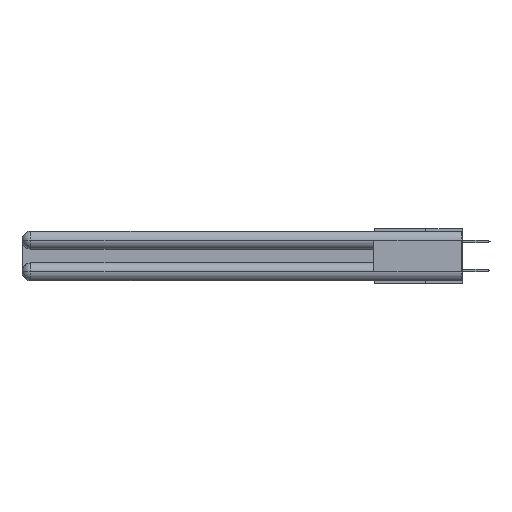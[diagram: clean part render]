
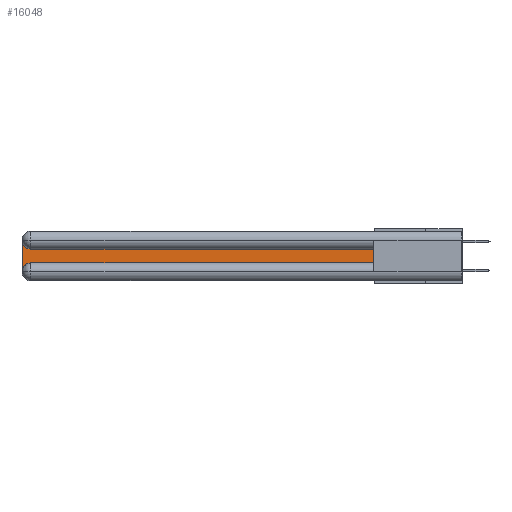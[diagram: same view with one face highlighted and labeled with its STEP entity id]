
A CAD part, left-side view. The second image highlights one B-rep face of the part: STEP entity #16048.
In plain terms, the highlighted planar face has unit normal (-1, 0, 0).
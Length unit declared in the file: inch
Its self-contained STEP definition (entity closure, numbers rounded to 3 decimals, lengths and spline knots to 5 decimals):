
#679 = LINE ( 'NONE', #13003, #17418 ) ;
#1235 = CIRCLE ( 'NONE', #26231, 0.06 ) ;
#1528 = DIRECTION ( 'NONE',  ( 0., 0., -1. ) ) ;
#3275 = CARTESIAN_POINT ( 'NONE',  ( 0.075, 3., -0.0625 ) ) ;
#3349 = DIRECTION ( 'NONE',  ( 0., 0., 1. ) ) ;
#4577 = ORIENTED_EDGE ( 'NONE', *, *, #22098, .T. ) ;
#5392 = DIRECTION ( 'NONE',  ( 0., 1., 0. ) ) ;
#5408 = LINE ( 'NONE', #28366, #14819 ) ;
#6183 = CARTESIAN_POINT ( 'NONE',  ( 0.075, 2.94, -0.2775 ) ) ;
#6817 = DIRECTION ( 'NONE',  ( 1., 0., 0. ) ) ;
#7107 = VECTOR ( 'NONE', #11148, 39.37008 ) ;
#7569 = VERTEX_POINT ( 'NONE', #20284 ) ;
#8113 = FACE_OUTER_BOUND ( 'NONE', #8817, .T. ) ;
#8570 = ORIENTED_EDGE ( 'NONE', *, *, #9540, .T. ) ;
#8607 = DIRECTION ( 'NONE',  ( 0., 0., -1. ) ) ;
#8817 = EDGE_LOOP ( 'NONE', ( #4577, #15076, #20385, #19894, #29555, #8570 ) ) ;
#9540 = EDGE_CURVE ( 'NONE', #7569, #17098, #29002, .T. ) ;
#11148 = DIRECTION ( 'NONE',  ( 0., -1., 0. ) ) ;
#12026 = CARTESIAN_POINT ( 'NONE',  ( 0.075, 2.94, -0.2175 ) ) ;
#12474 = CARTESIAN_POINT ( 'NONE',  ( 0.075, 0.6, -0.2175 ) ) ;
#12810 = DIRECTION ( 'NONE',  ( 0., 0., -1. ) ) ;
#13003 = CARTESIAN_POINT ( 'NONE',  ( 0.075, 3., -0.2175 ) ) ;
#13585 = LINE ( 'NONE', #12474, #7107 ) ;
#13729 = CARTESIAN_POINT ( 'NONE',  ( 0.075, 0.6, -0.1225 ) ) ;
#14056 = EDGE_CURVE ( 'NONE', #19591, #7569, #13585, .T. ) ;
#14819 = VECTOR ( 'NONE', #5392, 39.37008 ) ;
#15076 = ORIENTED_EDGE ( 'NONE', *, *, #22249, .T. ) ;
#16048 = ADVANCED_FACE ( 'NONE', ( #8113 ), #19335, .F. ) ;
#17098 = VERTEX_POINT ( 'NONE', #13729 ) ;
#17418 = VECTOR ( 'NONE', #1528, 39.37008 ) ;
#18587 = CARTESIAN_POINT ( 'NONE',  ( 0.075, 3., -0.2775 ) ) ;
#19196 = EDGE_CURVE ( 'NONE', #28852, #19591, #1235, .T. ) ;
#19335 = PLANE ( 'NONE',  #26754 ) ;
#19591 = VERTEX_POINT ( 'NONE', #12026 ) ;
#19607 = CARTESIAN_POINT ( 'NONE',  ( 0.075, 0.6, -0.2175 ) ) ;
#19894 = ORIENTED_EDGE ( 'NONE', *, *, #19196, .T. ) ;
#20284 = CARTESIAN_POINT ( 'NONE',  ( 0.075, 0.6, -0.2175 ) ) ;
#20385 = ORIENTED_EDGE ( 'NONE', *, *, #26513, .T. ) ;
#20499 = CARTESIAN_POINT ( 'NONE',  ( 0.075, 2.94, -0.0625 ) ) ;
#22098 = EDGE_CURVE ( 'NONE', #17098, #22195, #5408, .T. ) ;
#22195 = VERTEX_POINT ( 'NONE', #22430 ) ;
#22249 = EDGE_CURVE ( 'NONE', #22195, #27872, #25775, .T. ) ;
#22430 = CARTESIAN_POINT ( 'NONE',  ( 0.075, 2.94, -0.1225 ) ) ;
#22793 = VECTOR ( 'NONE', #3349, 39.37008 ) ;
#23029 = DIRECTION ( 'NONE',  ( 0., 0., -1. ) ) ;
#24721 = CARTESIAN_POINT ( 'NONE',  ( 0.075, 3., -0.1225 ) ) ;
#25775 = CIRCLE ( 'NONE', #29621, 0.06 ) ;
#26231 = AXIS2_PLACEMENT_3D ( 'NONE', #6183, #29664, #8607 ) ;
#26513 = EDGE_CURVE ( 'NONE', #27872, #28852, #679, .T. ) ;
#26754 = AXIS2_PLACEMENT_3D ( 'NONE', #24721, #29213, #12810 ) ;
#27872 = VERTEX_POINT ( 'NONE', #3275 ) ;
#28366 = CARTESIAN_POINT ( 'NONE',  ( 0.075, 0.6, -0.1225 ) ) ;
#28852 = VERTEX_POINT ( 'NONE', #18587 ) ;
#29002 = LINE ( 'NONE', #19607, #22793 ) ;
#29213 = DIRECTION ( 'NONE',  ( 1., 0., 0. ) ) ;
#29555 = ORIENTED_EDGE ( 'NONE', *, *, #14056, .T. ) ;
#29621 = AXIS2_PLACEMENT_3D ( 'NONE', #20499, #6817, #23029 ) ;
#29664 = DIRECTION ( 'NONE',  ( 1., 0., 0. ) ) ;
